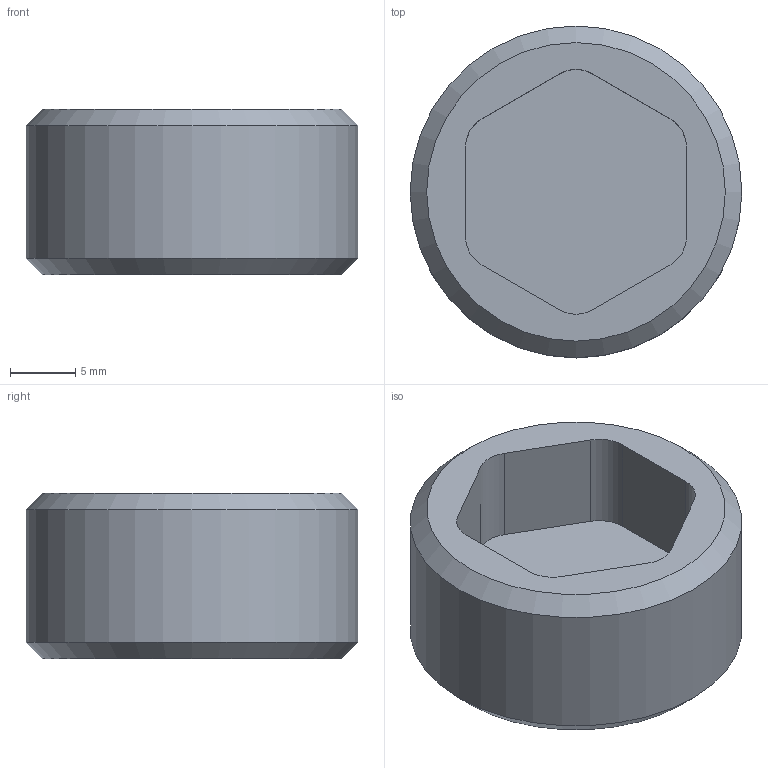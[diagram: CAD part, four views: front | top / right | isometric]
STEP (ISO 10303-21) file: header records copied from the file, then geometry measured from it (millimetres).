
FILE_DESCRIPTION(/* description */ (''),/* implementation_level */ '2;1');
FILE_NAME(/* name */ 'ULINE Wire Shelving Unit Leveling Feet Floor Protector v1.step',/* time_stamp */ '2025-06-03T00:25:09-07:00',/* author */ (''),/* organization */ (''),/* preprocessor_version */ 'ST-DEVELOPER v20.1',/* originating_system */ 'Autodesk Translation Framework v14.4.0.0',/* authorisation */ '');
FILE_SCHEMA (('AUTOMOTIVE_DESIGN { 1 0 10303 214 3 1 1 }'));
Length unit declared in the file: inch
Products named in the file (1): ULINE Wire Shelving Unit Leveling Feet Floor Protector
Bounding box: 25.4 x 25.4 x 12.7 mm (x, y, z)
Volume: 4438.2 mm3; surface area: 2338 mm2
Topology: 1 solids, 1 shells, 18 faces, 43 edges, 28 vertices
Faces by surface type: plane 9, cylinder 7, cone 2
Full cylindrical faces by diameter (mm): 25.4 x1
Entity records: 562 total; most frequent: DIRECTION 97, CARTESIAN_POINT 90, ORIENTED_EDGE 86, EDGE_CURVE 43, AXIS2_PLACEMENT_3D 35, VERTEX_POINT 28, LINE 27, VECTOR 27
